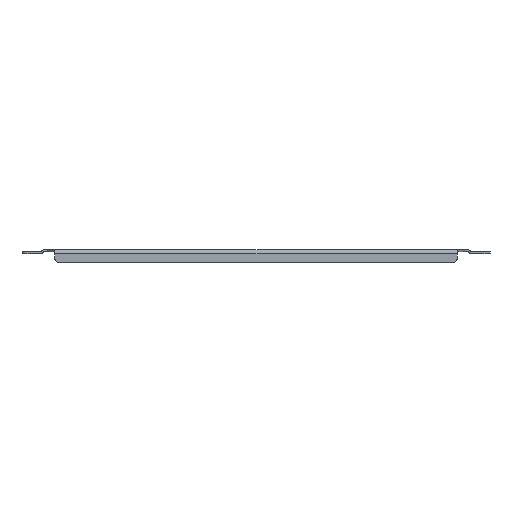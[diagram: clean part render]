
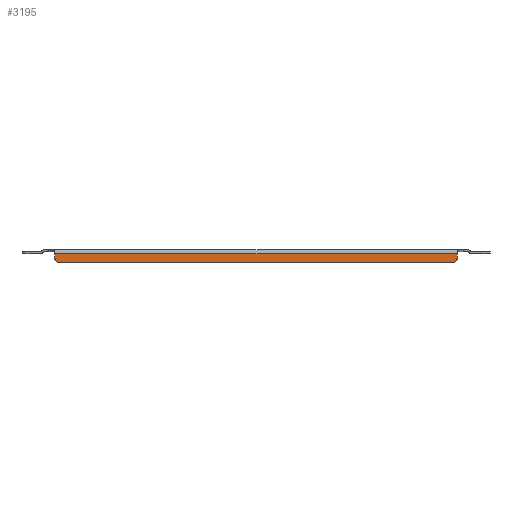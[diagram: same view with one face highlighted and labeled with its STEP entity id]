
A CAD part, front view. The second image highlights one B-rep face of the part: STEP entity #3195.
In plain terms, the highlighted planar face has unit normal (0, -1, 0).
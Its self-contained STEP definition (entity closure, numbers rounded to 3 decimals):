
#16 = DIRECTION ( 'NONE',  ( 0., -1., 0. ) ) ;
#25 = VECTOR ( 'NONE', #1914, 1000. ) ;
#110 = CARTESIAN_POINT ( 'NONE',  ( -203.005, -104.5, -8. ) ) ;
#234 = DIRECTION ( 'NONE',  ( 0., 0., -1. ) ) ;
#351 = VERTEX_POINT ( 'NONE', #1430 ) ;
#414 = CIRCLE ( 'NONE', #2145, 5. ) ;
#444 = LINE ( 'NONE', #2308, #2969 ) ;
#454 = EDGE_CURVE ( 'NONE', #2483, #492, #2164, .T. ) ;
#492 = VERTEX_POINT ( 'NONE', #3285 ) ;
#587 = CIRCLE ( 'NONE', #1788, 5. ) ;
#665 = DIRECTION ( 'NONE',  ( 0., 0., 1. ) ) ;
#789 = DIRECTION ( 'NONE',  ( 0., -1., 0. ) ) ;
#872 = ORIENTED_EDGE ( 'NONE', *, *, #1316, .T. ) ;
#873 = CARTESIAN_POINT ( 'NONE',  ( 203.005, -104.5, -13. ) ) ;
#881 = DIRECTION ( 'NONE',  ( -1., 0., 0. ) ) ;
#921 = DIRECTION ( 'NONE',  ( 0., 0., -1. ) ) ;
#1051 = DIRECTION ( 'NONE',  ( 0., 0., -1. ) ) ;
#1105 = CARTESIAN_POINT ( 'NONE',  ( -203.005, -104.5, -2. ) ) ;
#1142 = DIRECTION ( 'NONE',  ( 0., -1., 0. ) ) ;
#1170 = CARTESIAN_POINT ( 'NONE',  ( -203.005, -104.5, -13. ) ) ;
#1275 = ORIENTED_EDGE ( 'NONE', *, *, #2940, .T. ) ;
#1316 = EDGE_CURVE ( 'NONE', #1813, #492, #414, .T. ) ;
#1334 = CARTESIAN_POINT ( 'NONE',  ( 198.005, -104.5, -8. ) ) ;
#1399 = CARTESIAN_POINT ( 'NONE',  ( 203.005, -104.5, -4. ) ) ;
#1430 = CARTESIAN_POINT ( 'NONE',  ( -203.005, -104.5, -4. ) ) ;
#1520 = AXIS2_PLACEMENT_3D ( 'NONE', #2311, #16, #1051 ) ;
#1540 = EDGE_LOOP ( 'NONE', ( #2163, #872, #3037, #2904, #2697, #1275 ) ) ;
#1788 = AXIS2_PLACEMENT_3D ( 'NONE', #1946, #1142, #921 ) ;
#1813 = VERTEX_POINT ( 'NONE', #2093 ) ;
#1886 = EDGE_CURVE ( 'NONE', #1813, #2041, #2224, .T. ) ;
#1890 = VECTOR ( 'NONE', #881, 1000. ) ;
#1914 = DIRECTION ( 'NONE',  ( 0., 0., -1. ) ) ;
#1946 = CARTESIAN_POINT ( 'NONE',  ( -198.005, -104.5, -8. ) ) ;
#2041 = VERTEX_POINT ( 'NONE', #2767 ) ;
#2055 = EDGE_CURVE ( 'NONE', #2483, #351, #444, .T. ) ;
#2063 = VECTOR ( 'NONE', #665, 1000. ) ;
#2093 = CARTESIAN_POINT ( 'NONE',  ( 198.005, -104.5, -13. ) ) ;
#2145 = AXIS2_PLACEMENT_3D ( 'NONE', #1334, #789, #234 ) ;
#2163 = ORIENTED_EDGE ( 'NONE', *, *, #1886, .F. ) ;
#2164 = LINE ( 'NONE', #873, #25 ) ;
#2224 = LINE ( 'NONE', #1170, #1890 ) ;
#2308 = CARTESIAN_POINT ( 'NONE',  ( 0., -104.5, -4. ) ) ;
#2311 = CARTESIAN_POINT ( 'NONE',  ( 0., -104.5, 0. ) ) ;
#2343 = PLANE ( 'NONE',  #1520 ) ;
#2483 = VERTEX_POINT ( 'NONE', #1399 ) ;
#2602 = FACE_OUTER_BOUND ( 'NONE', #1540, .T. ) ;
#2697 = ORIENTED_EDGE ( 'NONE', *, *, #2900, .F. ) ;
#2767 = CARTESIAN_POINT ( 'NONE',  ( -198.005, -104.5, -13. ) ) ;
#2900 = EDGE_CURVE ( 'NONE', #2923, #351, #2993, .T. ) ;
#2904 = ORIENTED_EDGE ( 'NONE', *, *, #2055, .T. ) ;
#2923 = VERTEX_POINT ( 'NONE', #110 ) ;
#2940 = EDGE_CURVE ( 'NONE', #2923, #2041, #587, .T. ) ;
#2969 = VECTOR ( 'NONE', #3314, 1000. ) ;
#2993 = LINE ( 'NONE', #1105, #2063 ) ;
#3037 = ORIENTED_EDGE ( 'NONE', *, *, #454, .F. ) ;
#3195 = ADVANCED_FACE ( 'NONE', ( #2602 ), #2343, .T. ) ;
#3285 = CARTESIAN_POINT ( 'NONE',  ( 203.005, -104.5, -8. ) ) ;
#3314 = DIRECTION ( 'NONE',  ( -1., 0., 0. ) ) ;
